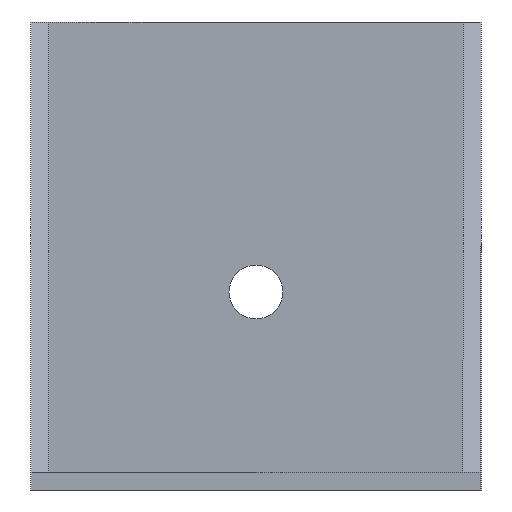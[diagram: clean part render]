
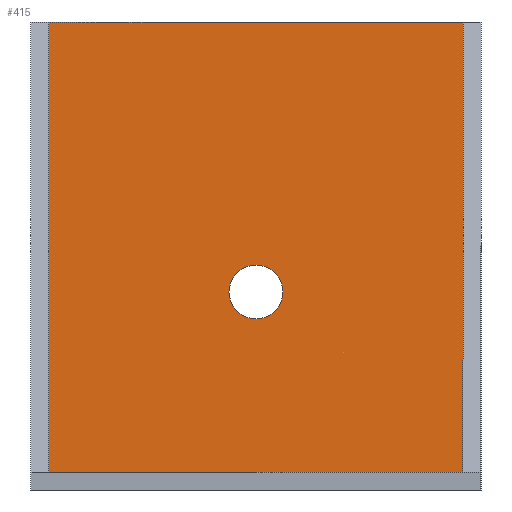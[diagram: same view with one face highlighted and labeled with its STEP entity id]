
A CAD part, left-side view. The second image highlights one B-rep face of the part: STEP entity #415.
In plain terms, the highlighted planar face has unit normal (-1, 0, 0).
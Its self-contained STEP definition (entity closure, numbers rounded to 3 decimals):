
#1 = DIRECTION ( 'NONE',  ( 0., 0., 1. ) ) ;
#14 = EDGE_CURVE ( 'NONE', #338, #33, #146, .T. ) ;
#15 = VECTOR ( 'NONE', #382, 1000. ) ;
#24 = AXIS2_PLACEMENT_3D ( 'NONE', #37, #435, #216 ) ;
#28 = CARTESIAN_POINT ( 'NONE',  ( 14., 0., 11. ) ) ;
#33 = VERTEX_POINT ( 'NONE', #162 ) ;
#37 = CARTESIAN_POINT ( 'NONE',  ( 14., 0., 11. ) ) ;
#38 = EDGE_CURVE ( 'NONE', #242, #135, #334, .T. ) ;
#61 = CARTESIAN_POINT ( 'NONE',  ( 14., 11.5, 1. ) ) ;
#69 = CARTESIAN_POINT ( 'NONE',  ( 14., 11.5, 26. ) ) ;
#80 = CARTESIAN_POINT ( 'NONE',  ( 14., -11.5, 26. ) ) ;
#87 = ORIENTED_EDGE ( 'NONE', *, *, #323, .T. ) ;
#89 = EDGE_CURVE ( 'NONE', #135, #410, #301, .T. ) ;
#116 = DIRECTION ( 'NONE',  ( 0., 1., 0. ) ) ;
#118 = VECTOR ( 'NONE', #399, 1000. ) ;
#120 = ORIENTED_EDGE ( 'NONE', *, *, #421, .T. ) ;
#135 = VERTEX_POINT ( 'NONE', #69 ) ;
#136 = CARTESIAN_POINT ( 'NONE',  ( 14., 11.5, 1. ) ) ;
#139 = FACE_BOUND ( 'NONE', #281, .T. ) ;
#146 = CIRCLE ( 'NONE', #262, 1.5 ) ;
#153 = ORIENTED_EDGE ( 'NONE', *, *, #89, .F. ) ;
#162 = CARTESIAN_POINT ( 'NONE',  ( 14., -1.5, 11. ) ) ;
#170 = ORIENTED_EDGE ( 'NONE', *, *, #381, .F. ) ;
#174 = VECTOR ( 'NONE', #1, 1000. ) ;
#191 = ORIENTED_EDGE ( 'NONE', *, *, #38, .F. ) ;
#216 = DIRECTION ( 'NONE',  ( 0., -1., 0. ) ) ;
#242 = VERTEX_POINT ( 'NONE', #136 ) ;
#251 = CARTESIAN_POINT ( 'NONE',  ( 14., -11.5, 1. ) ) ;
#252 = FACE_OUTER_BOUND ( 'NONE', #434, .T. ) ;
#262 = AXIS2_PLACEMENT_3D ( 'NONE', #28, #275, #340 ) ;
#266 = VECTOR ( 'NONE', #276, 1000. ) ;
#267 = ORIENTED_EDGE ( 'NONE', *, *, #14, .F. ) ;
#275 = DIRECTION ( 'NONE',  ( -1., 0., 0. ) ) ;
#276 = DIRECTION ( 'NONE',  ( 0., 0., 1. ) ) ;
#281 = EDGE_LOOP ( 'NONE', ( #170, #267 ) ) ;
#289 = CARTESIAN_POINT ( 'NONE',  ( 14., 1.5, 11. ) ) ;
#301 = LINE ( 'NONE', #378, #15 ) ;
#310 = AXIS2_PLACEMENT_3D ( 'NONE', #430, #327, #116 ) ;
#318 = LINE ( 'NONE', #362, #118 ) ;
#323 = EDGE_CURVE ( 'NONE', #364, #410, #448, .T. ) ;
#327 = DIRECTION ( 'NONE',  ( 1., 0., 0. ) ) ;
#328 = PLANE ( 'NONE',  #310 ) ;
#334 = LINE ( 'NONE', #61, #266 ) ;
#338 = VERTEX_POINT ( 'NONE', #289 ) ;
#340 = DIRECTION ( 'NONE',  ( 0., -1., 0. ) ) ;
#362 = CARTESIAN_POINT ( 'NONE',  ( 14., 12.5, 1. ) ) ;
#364 = VERTEX_POINT ( 'NONE', #437 ) ;
#378 = CARTESIAN_POINT ( 'NONE',  ( 14., 12.5, 26. ) ) ;
#379 = CIRCLE ( 'NONE', #24, 1.5 ) ;
#381 = EDGE_CURVE ( 'NONE', #33, #338, #379, .T. ) ;
#382 = DIRECTION ( 'NONE',  ( 0., -1., 0. ) ) ;
#399 = DIRECTION ( 'NONE',  ( 0., -1., 0. ) ) ;
#410 = VERTEX_POINT ( 'NONE', #80 ) ;
#415 = ADVANCED_FACE ( 'NONE', ( #139, #252 ), #328, .F. ) ;
#421 = EDGE_CURVE ( 'NONE', #242, #364, #318, .T. ) ;
#430 = CARTESIAN_POINT ( 'NONE',  ( 14., 12.5, 26. ) ) ;
#434 = EDGE_LOOP ( 'NONE', ( #153, #191, #120, #87 ) ) ;
#435 = DIRECTION ( 'NONE',  ( -1., 0., 0. ) ) ;
#437 = CARTESIAN_POINT ( 'NONE',  ( 14., -11.5, 1. ) ) ;
#448 = LINE ( 'NONE', #251, #174 ) ;
